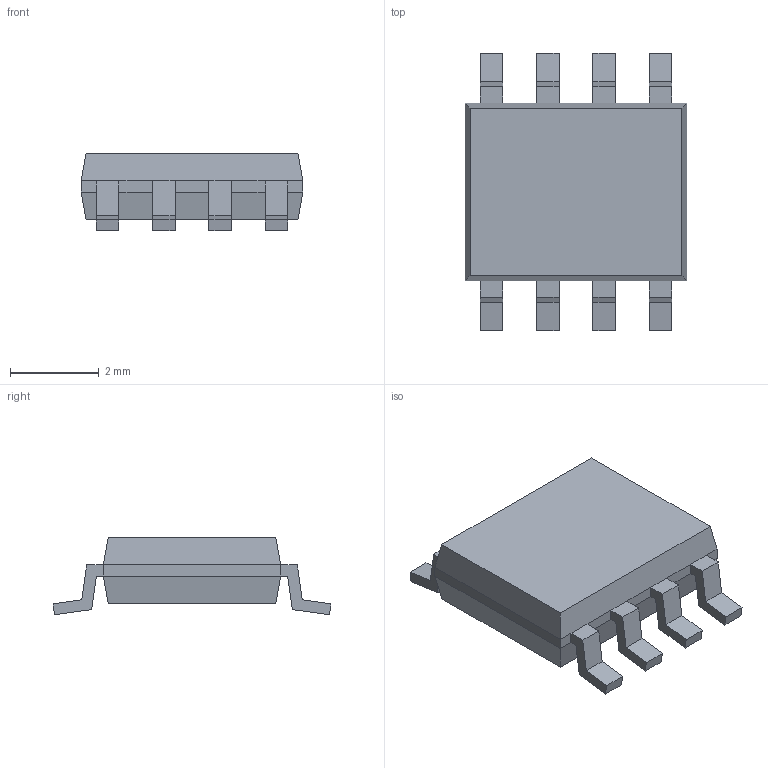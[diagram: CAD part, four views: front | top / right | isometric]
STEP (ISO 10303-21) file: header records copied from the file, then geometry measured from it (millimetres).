
FILE_DESCRIPTION( ( '' ), ' ' );
FILE_NAME( '5aa1c44ef205a80b608257d7.step', '2018-03-08T23:16:30', ( '' ), ( '' ), ' ', ' ', ' ' );
FILE_SCHEMA( ( 'AUTOMOTIVE_DESIGN { 1 0 10303 214 1 1 1 1 }' ) );
Length unit declared in the file: metre
Products named in the file (1): Open CASCADE STEP translator 6.8 1
Bounding box: 5 x 6.27 x 1.75 mm (x, y, z)
Volume: 30.6 mm3; surface area: 84.8 mm2
Topology: 1 solids, 1 shells, 94 faces, 236 edges, 144 vertices
Faces by surface type: plane 94
Entity records: 4648 total; most frequent: CARTESIAN_POINT 475, ORIENTED_EDGE 472, DIRECTION 426, STYLED_ITEM 330, PRESENTATION_STYLE_ASSIGNMENT 330, COLOUR_RGB 330, EDGE_CURVE 236, CURVE_STYLE 236
